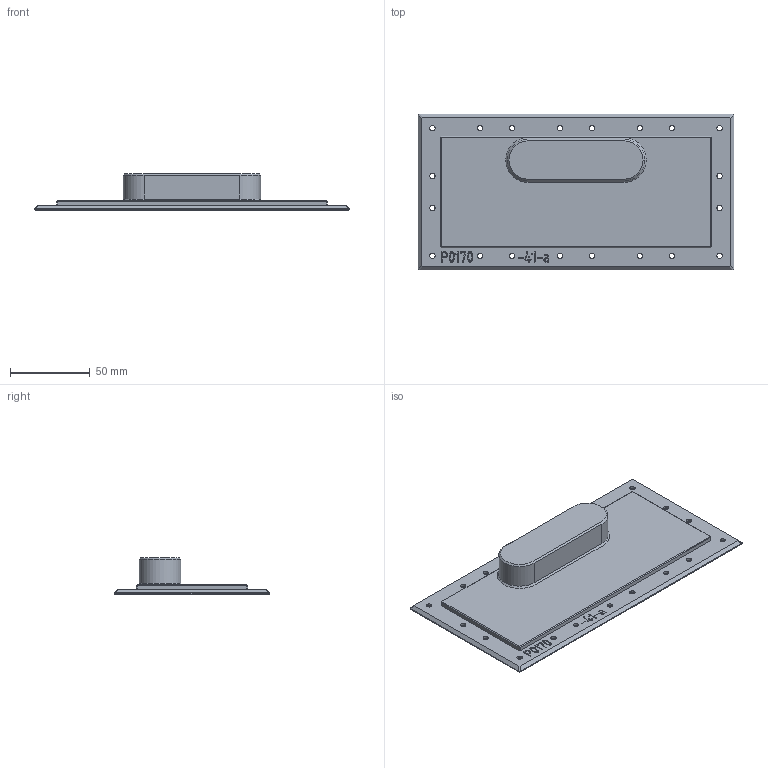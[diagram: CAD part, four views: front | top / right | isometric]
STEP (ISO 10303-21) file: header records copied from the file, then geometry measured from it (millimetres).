
FILE_DESCRIPTION(('FreeCAD Model'),'2;1');
FILE_NAME('Open CASCADE Shape Model','2023-10-20T12:18:18',(''),(''), 'Open CASCADE STEP processor 7.6','FreeCAD','Unknown');
FILE_SCHEMA(('AUTOMOTIVE_DESIGN { 1 0 10303 214 1 1 1 1 }'));
Length unit declared in the file: millimetre
Products named in the file (1): P0170-41-a_Griffstück_200_100
Bounding box: 197.6 x 97.6 x 23 mm (x, y, z)
Volume: 96407.7 mm3; surface area: 47639.6 mm2
Topology: 1 solids, 1 shells, 287 faces, 736 edges, 468 vertices
Faces by surface type: extrusion 127, plane 104, cone 28, cylinder 24, bspline 4
Full cylindrical faces by diameter (mm): 3.4 x20
Entity records: 18866 total; most frequent: CARTESIAN_POINT 4810, DIRECTION 2165, VECTOR 1671, LINE 1544, ORIENTED_EDGE 1472, PCURVE 1472, DEFINITIONAL_REPRESENTATION 1472, EDGE_CURVE 736
